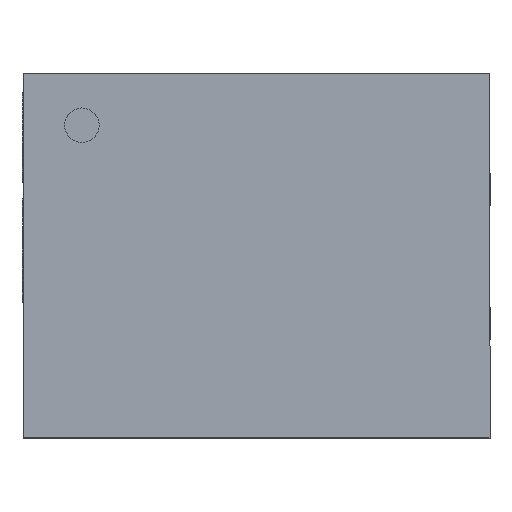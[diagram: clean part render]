
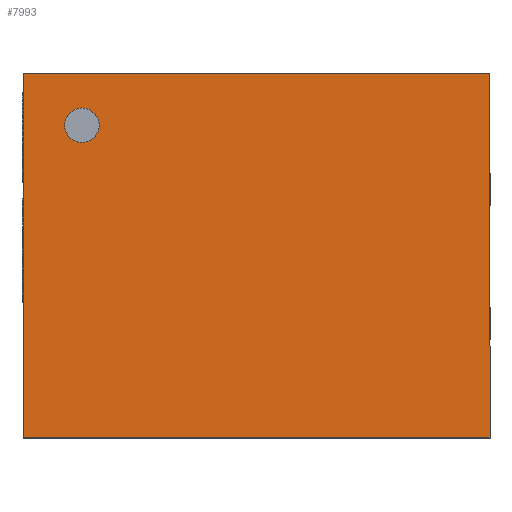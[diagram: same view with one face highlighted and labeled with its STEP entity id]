
A CAD part, top view. The second image highlights one B-rep face of the part: STEP entity #7993.
In plain terms, the highlighted planar face has unit normal (0, 0, 1).
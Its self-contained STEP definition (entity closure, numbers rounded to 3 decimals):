
#73 = LINE ( 'NONE', #5148, #13572 ) ;
#150 = CARTESIAN_POINT ( 'NONE',  ( -1.6, 1.25, 0.6 ) ) ;
#242 = CARTESIAN_POINT ( 'NONE',  ( -1.199, 0.895, 0.6 ) ) ;
#848 = DIRECTION ( 'NONE',  ( 0., 0., 1. ) ) ;
#1150 = VECTOR ( 'NONE', #20697, 1000. ) ;
#1438 = ORIENTED_EDGE ( 'NONE', *, *, #16391, .T. ) ;
#2658 = VERTEX_POINT ( 'NONE', #7518 ) ;
#2976 = ORIENTED_EDGE ( 'NONE', *, *, #7050, .T. ) ;
#3282 = CARTESIAN_POINT ( 'NONE',  ( 1.6, 1.25, 0.6 ) ) ;
#3299 = DIRECTION ( 'NONE',  ( 0., 0., 1. ) ) ;
#3328 = FACE_BOUND ( 'NONE', #8197, .T. ) ;
#4114 = VECTOR ( 'NONE', #13887, 1000. ) ;
#5148 = CARTESIAN_POINT ( 'NONE',  ( -1.6, -1.25, 0.6 ) ) ;
#6192 = AXIS2_PLACEMENT_3D ( 'NONE', #242, #8662, #13617 ) ;
#6432 = CARTESIAN_POINT ( 'NONE',  ( -1.199, 0.895, 0.6 ) ) ;
#7008 = CARTESIAN_POINT ( 'NONE',  ( -1.6, 1.25, 0.6 ) ) ;
#7050 = EDGE_CURVE ( 'NONE', #9323, #19029, #19775, .T. ) ;
#7454 = EDGE_CURVE ( 'NONE', #2658, #20313, #12712, .T. ) ;
#7518 = CARTESIAN_POINT ( 'NONE',  ( -1.317, 0.895, 0.6 ) ) ;
#7993 = ADVANCED_FACE ( 'NONE', ( #3328, #13262 ), #10015, .T. ) ;
#8197 = EDGE_LOOP ( 'NONE', ( #8806, #13208 ) ) ;
#8662 = DIRECTION ( 'NONE',  ( 0., 0., 1. ) ) ;
#8806 = ORIENTED_EDGE ( 'NONE', *, *, #17741, .F. ) ;
#8925 = LINE ( 'NONE', #15506, #4114 ) ;
#9323 = VERTEX_POINT ( 'NONE', #3282 ) ;
#9487 = EDGE_LOOP ( 'NONE', ( #1438, #2976, #19825, #15213 ) ) ;
#10015 = PLANE ( 'NONE',  #11363 ) ;
#11363 = AXIS2_PLACEMENT_3D ( 'NONE', #12067, #848, #13578 ) ;
#12002 = VERTEX_POINT ( 'NONE', #14517 ) ;
#12067 = CARTESIAN_POINT ( 'NONE',  ( 0., 0., 0.6 ) ) ;
#12712 = CIRCLE ( 'NONE', #20612, 0.118 ) ;
#13208 = ORIENTED_EDGE ( 'NONE', *, *, #7454, .F. ) ;
#13262 = FACE_OUTER_BOUND ( 'NONE', #9487, .T. ) ;
#13572 = VECTOR ( 'NONE', #20921, 1000. ) ;
#13578 = DIRECTION ( 'NONE',  ( 1., 0., 0. ) ) ;
#13617 = DIRECTION ( 'NONE',  ( 1., 0., 0. ) ) ;
#13887 = DIRECTION ( 'NONE',  ( 0., 1., 0. ) ) ;
#14052 = LINE ( 'NONE', #20382, #1150 ) ;
#14517 = CARTESIAN_POINT ( 'NONE',  ( 1.6, -1.25, 0.6 ) ) ;
#15046 = EDGE_CURVE ( 'NONE', #19029, #15122, #14052, .T. ) ;
#15122 = VERTEX_POINT ( 'NONE', #16200 ) ;
#15213 = ORIENTED_EDGE ( 'NONE', *, *, #19704, .T. ) ;
#15499 = CIRCLE ( 'NONE', #6192, 0.118 ) ;
#15506 = CARTESIAN_POINT ( 'NONE',  ( 1.6, 1.25, 0.6 ) ) ;
#16200 = CARTESIAN_POINT ( 'NONE',  ( -1.6, -1.25, 0.6 ) ) ;
#16391 = EDGE_CURVE ( 'NONE', #12002, #9323, #8925, .T. ) ;
#16957 = DIRECTION ( 'NONE',  ( 1., 0., 0. ) ) ;
#17741 = EDGE_CURVE ( 'NONE', #20313, #2658, #15499, .T. ) ;
#18255 = DIRECTION ( 'NONE',  ( -1., 0., 0. ) ) ;
#18970 = VECTOR ( 'NONE', #18255, 1000. ) ;
#19029 = VERTEX_POINT ( 'NONE', #7008 ) ;
#19704 = EDGE_CURVE ( 'NONE', #15122, #12002, #73, .T. ) ;
#19775 = LINE ( 'NONE', #150, #18970 ) ;
#19825 = ORIENTED_EDGE ( 'NONE', *, *, #15046, .T. ) ;
#19858 = CARTESIAN_POINT ( 'NONE',  ( -1.081, 0.895, 0.6 ) ) ;
#20313 = VERTEX_POINT ( 'NONE', #19858 ) ;
#20382 = CARTESIAN_POINT ( 'NONE',  ( -1.6, 1.25, 0.6 ) ) ;
#20612 = AXIS2_PLACEMENT_3D ( 'NONE', #6432, #3299, #16957 ) ;
#20697 = DIRECTION ( 'NONE',  ( 0., -1., 0. ) ) ;
#20921 = DIRECTION ( 'NONE',  ( 1., 0., 0. ) ) ;
